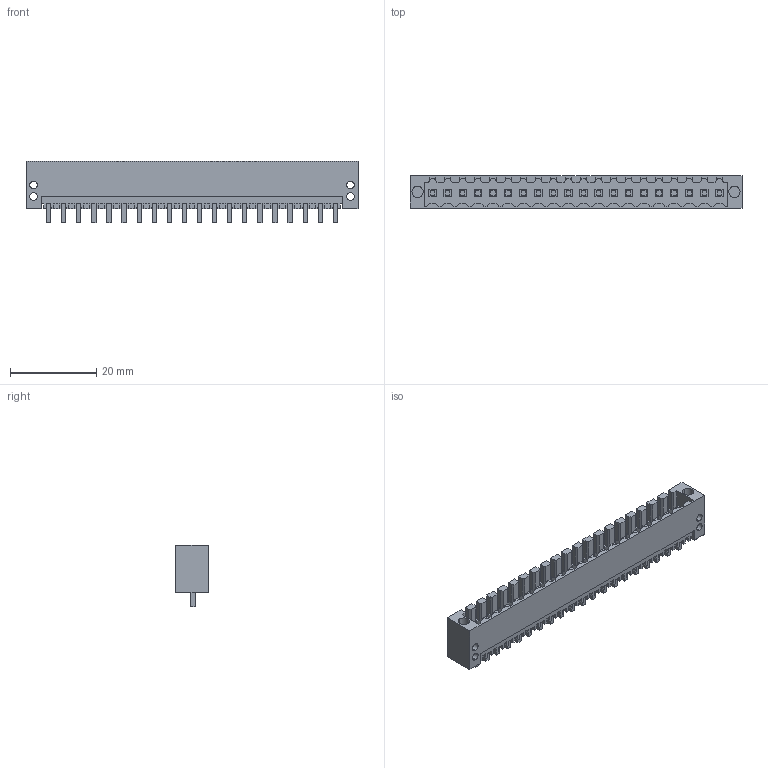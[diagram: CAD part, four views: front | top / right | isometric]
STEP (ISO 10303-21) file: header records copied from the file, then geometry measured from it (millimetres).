
FILE_DESCRIPTION(('CATIA V5 STEP Exchange','CAx-IF Rec.Pracs.--- Model Styling and Organization---1.2---2011-12-15'),'2;1');
FILE_NAME ('D1453687_0_1622210000_1622210000.stp','2018-03-12T07:12:12+00:00',('none'),('Weidmueller'),'CATIA Version 5-6 Release 2014','CATIA V5 STEP AP214','none');
FILE_SCHEMA(('AUTOMOTIVE_DESIGN { 1 0 10303 214 1 1 1 1 }'));
Length unit declared in the file: millimetre
Products named in the file (1): 1622210000
Bounding box: 77 x 7.45 x 14.25 mm (x, y, z)
Volume: 2564.2 mm3; surface area: 6778.2 mm2
Topology: 21 solids, 21 shells, 1166 faces, 3385 edges, 2285 vertices
Faces by surface type: plane 1124, cylinder 42
Entity records: 36270 total; most frequent: ORIENTED_EDGE 6762, CARTESIAN_POINT 6353, DIRECTION 4655, EDGE_CURVE 3381, VECTOR 3297, LINE 3297, VERTEX_POINT 2283, EDGE_LOOP 1246
